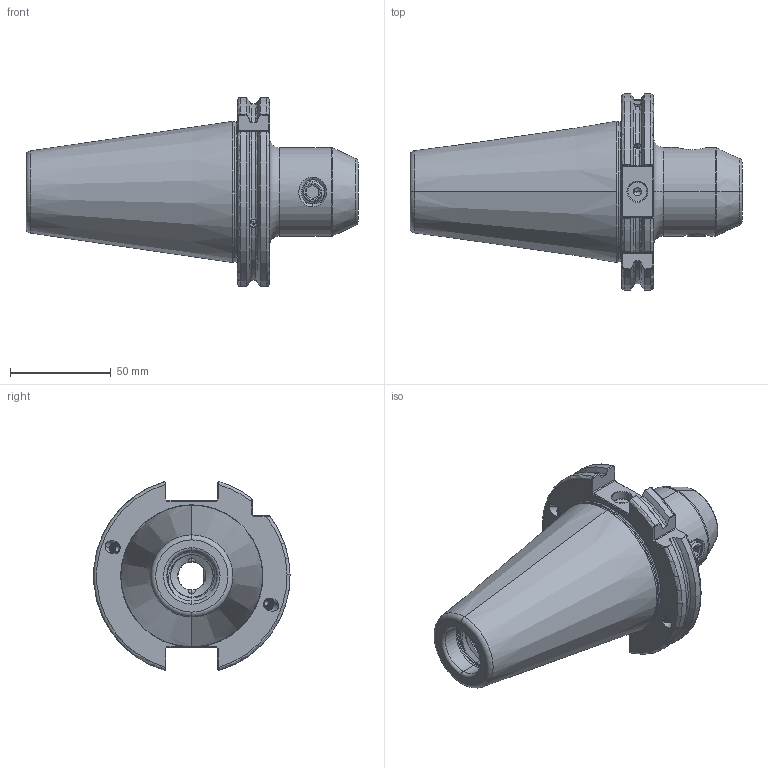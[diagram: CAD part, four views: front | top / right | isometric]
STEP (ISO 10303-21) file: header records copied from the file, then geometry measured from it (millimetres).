
FILE_DESCRIPTION (( 'STEP AP203' ), '1' );
FILE_NAME ('503.04.14.K.STEP', '2016-11-25T08:29:11', ( '' ), ( '' ), 'SwSTEP 2.0', 'SolidWorks 2012', '' );
FILE_SCHEMA (( 'CONFIG_CONTROL_DESIGN' ));
Length unit declared in the file: millimetre
Products named in the file (4): 側固12_M12x1.75_16L; 2-02511005U1_d13.8x2.4(側固出水14); 503.04.14.K
Assembly tree (3 placements, depth 2):
  503.04.14.K
    503.04.14.K
    2-02511005U1_d13.8x2.4(側固出水14)
    側固12_M12x1.75_16L
Bounding box: 164.75 x 97.33 x 93.81 mm (x, y, z)
Volume: 372309.6 mm3; surface area: 56346.1 mm2
Topology: 3 solids, 3 shells, 361 faces, 976 edges, 609 vertices
Faces by surface type: cylinder 147, plane 78, torus 50, cone 44, bspline 40, sphere 2
Entity records: 30502 total; most frequent: CARTESIAN_POINT 22137, ORIENTED_EDGE 1920, DIRECTION 1363, EDGE_CURVE 960, VERTEX_POINT 609, AXIS2_PLACEMENT_3D 539, EDGE_LOOP 379, FACE_OUTER_BOUND 361
